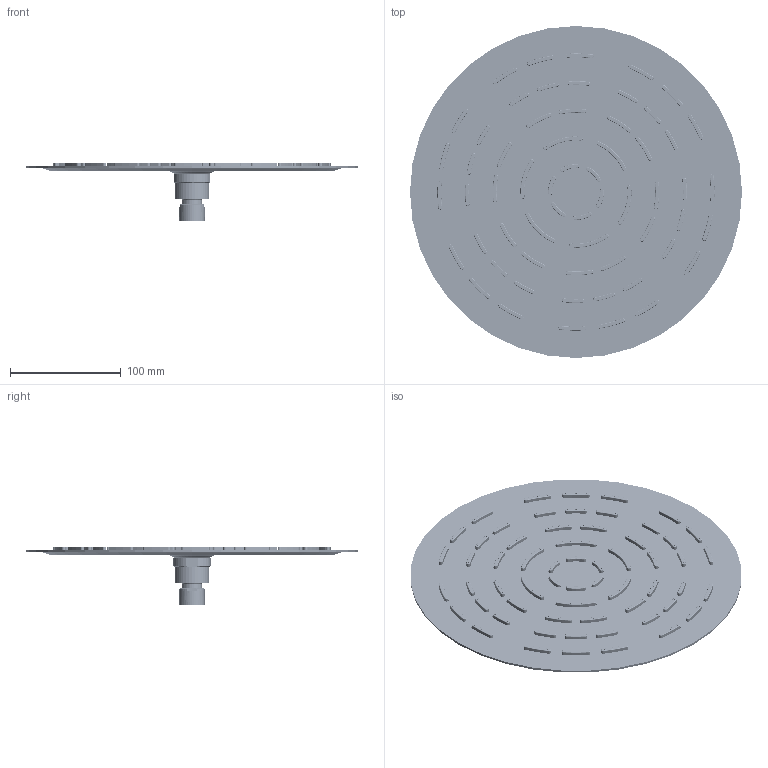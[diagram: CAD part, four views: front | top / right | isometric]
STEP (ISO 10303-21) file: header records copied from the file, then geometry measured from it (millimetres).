
FILE_DESCRIPTION((''),'2;1');
FILE_NAME('MS-TRT046XQ_ASM','2020-09-22T',('Administrator'),(''),'PRO/ENGINEER BY PARAMETRIC TECHNOLOGY CORPORATION, 2010280','PRO/ENGINEER BY PARAMETRIC TECHNOLOGY CORPORATION, 2010280','');
FILE_SCHEMA(('CONFIG_CONTROL_DESIGN'));
Products named in the file (14): STCT0395-XQ; STQR0067-XX; STCT0109-XQ; STMB0382-P2; MSBC0287-XQ_ASM; STMT0014-XX; STRR0007-XX; STWR0015-XX; STLB0095-P1; STWP0050-XX; STMB0169-P1; STQT0007-XX; STST0041-XX; MS-TRT046XQ_ASM
Assembly tree (13 placements, depth 3):
  MS-TRT046XQ_ASM
    MSBC0287-XQ_ASM
      STCT0395-XQ
      STQR0067-XX
      STCT0109-XQ
      STMB0382-P2
    STMT0014-XX
    STRR0007-XX
    STWR0015-XX
    STLB0095-P1
    STWP0050-XX
    STMB0169-P1
    STQT0007-XX
    STST0041-XX
Bounding box: 300 x 300 x 52.75 mm (x, y, z)
Volume: 237408 mm3; surface area: 432670 mm2
Topology: 12 solids, 12 shells, 2852 faces, 6533 edges, 3992 vertices
Faces by surface type: cylinder 923, cone 834, torus 706, plane 365, bspline 18, sphere 6
Entity records: 87017 total; most frequent: CARTESIAN_POINT 17731, DIRECTION 16652, ORIENTED_EDGE 13066, AXIS2_PLACEMENT_3D 7399, EDGE_CURVE 6533, CIRCLE 4534, VERTEX_POINT 3992, EDGE_LOOP 3647
